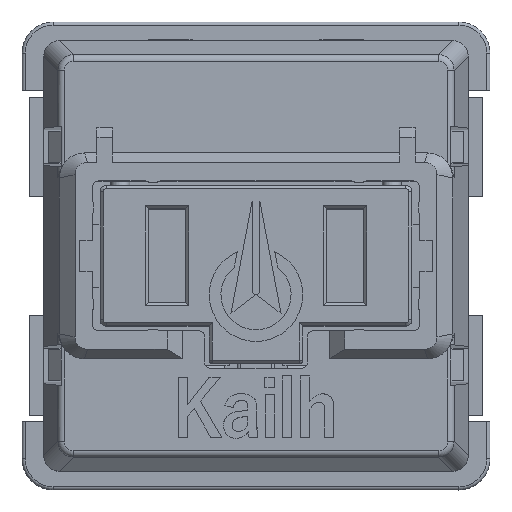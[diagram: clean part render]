
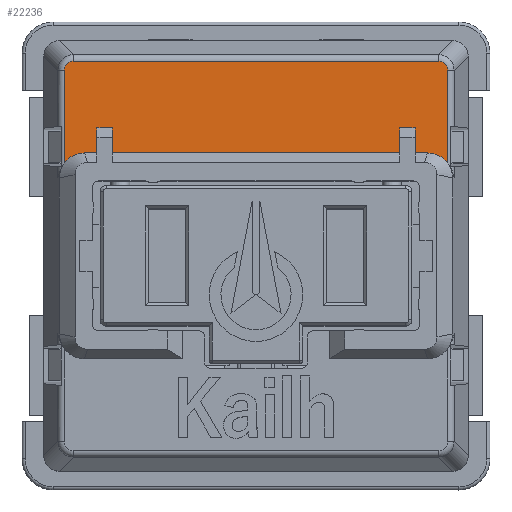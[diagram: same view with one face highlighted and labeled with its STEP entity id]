
A CAD part, top view. The second image highlights one B-rep face of the part: STEP entity #22236.
In plain terms, the highlighted planar face has unit normal (0, 0, 1).
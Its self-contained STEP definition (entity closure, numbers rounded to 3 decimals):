
#18783 = VERTEX_POINT('',#18784);
#18784 = CARTESIAN_POINT('',(6.142,2.977,2.));
#18801 = VERTEX_POINT('',#18802);
#18802 = CARTESIAN_POINT('',(6.142,5.95,2.));
#18809 = EDGE_CURVE('',#18783,#18801,#18810,.T.);
#18810 = LINE('',#18811,#18812);
#18811 = CARTESIAN_POINT('',(6.142,2.5,2.));
#18812 = VECTOR('',#18813,1.);
#18813 = DIRECTION('',(0.,1.,0.));
#19608 = VERTEX_POINT('',#19609);
#19609 = CARTESIAN_POINT('',(-6.142,2.977,2.));
#19626 = EDGE_CURVE('',#19608,#19627,#19629,.T.);
#19627 = VERTEX_POINT('',#19628);
#19628 = CARTESIAN_POINT('',(-6.142,5.95,2.));
#19629 = LINE('',#19630,#19631);
#19630 = CARTESIAN_POINT('',(-6.142,2.5,2.));
#19631 = VECTOR('',#19632,1.);
#19632 = DIRECTION('',(0.,1.,0.));
#22236 = ADVANCED_FACE('',(#22237),#22353,.T.);
#22237 = FACE_BOUND('',#22238,.T.);
#22238 = EDGE_LOOP('',(#22239,#22240,#22249,#22257,#22265,#22273,#22281,
    #22289,#22297,#22305,#22313,#22321,#22328,#22329,#22338,#22346));
#22239 = ORIENTED_EDGE('',*,*,#19626,.F.);
#22240 = ORIENTED_EDGE('',*,*,#22241,.F.);
#22241 = EDGE_CURVE('',#22242,#19608,#22244,.T.);
#22242 = VERTEX_POINT('',#22243);
#22243 = CARTESIAN_POINT('',(-5.5,3.3,2.));
#22244 = CIRCLE('',#22245,0.8);
#22245 = AXIS2_PLACEMENT_3D('',#22246,#22247,#22248);
#22246 = CARTESIAN_POINT('',(-5.5,2.5,2.));
#22247 = DIRECTION('',(0.,0.,1.));
#22248 = DIRECTION('',(1.,0.,-0.));
#22249 = ORIENTED_EDGE('',*,*,#22250,.T.);
#22250 = EDGE_CURVE('',#22242,#22251,#22253,.T.);
#22251 = VERTEX_POINT('',#22252);
#22252 = CARTESIAN_POINT('',(-5.1,3.3,2.));
#22253 = LINE('',#22254,#22255);
#22254 = CARTESIAN_POINT('',(-5.5,3.3,2.));
#22255 = VECTOR('',#22256,1.);
#22256 = DIRECTION('',(1.,0.,0.));
#22257 = ORIENTED_EDGE('',*,*,#22258,.T.);
#22258 = EDGE_CURVE('',#22251,#22259,#22261,.T.);
#22259 = VERTEX_POINT('',#22260);
#22260 = CARTESIAN_POINT('',(-5.1,4.1,2.));
#22261 = LINE('',#22262,#22263);
#22262 = CARTESIAN_POINT('',(-5.1,3.3,2.));
#22263 = VECTOR('',#22264,1.);
#22264 = DIRECTION('',(0.,1.,0.));
#22265 = ORIENTED_EDGE('',*,*,#22266,.T.);
#22266 = EDGE_CURVE('',#22259,#22267,#22269,.T.);
#22267 = VERTEX_POINT('',#22268);
#22268 = CARTESIAN_POINT('',(-4.6,4.1,2.));
#22269 = LINE('',#22270,#22271);
#22270 = CARTESIAN_POINT('',(-5.1,4.1,2.));
#22271 = VECTOR('',#22272,1.);
#22272 = DIRECTION('',(1.,0.,0.));
#22273 = ORIENTED_EDGE('',*,*,#22274,.T.);
#22274 = EDGE_CURVE('',#22267,#22275,#22277,.T.);
#22275 = VERTEX_POINT('',#22276);
#22276 = CARTESIAN_POINT('',(-4.6,3.3,2.));
#22277 = LINE('',#22278,#22279);
#22278 = CARTESIAN_POINT('',(-4.6,4.1,2.));
#22279 = VECTOR('',#22280,1.);
#22280 = DIRECTION('',(0.,-1.,0.));
#22281 = ORIENTED_EDGE('',*,*,#22282,.T.);
#22282 = EDGE_CURVE('',#22275,#22283,#22285,.T.);
#22283 = VERTEX_POINT('',#22284);
#22284 = CARTESIAN_POINT('',(4.6,3.3,2.));
#22285 = LINE('',#22286,#22287);
#22286 = CARTESIAN_POINT('',(-4.6,3.3,2.));
#22287 = VECTOR('',#22288,1.);
#22288 = DIRECTION('',(1.,0.,0.));
#22289 = ORIENTED_EDGE('',*,*,#22290,.T.);
#22290 = EDGE_CURVE('',#22283,#22291,#22293,.T.);
#22291 = VERTEX_POINT('',#22292);
#22292 = CARTESIAN_POINT('',(4.6,4.1,2.));
#22293 = LINE('',#22294,#22295);
#22294 = CARTESIAN_POINT('',(4.6,3.3,2.));
#22295 = VECTOR('',#22296,1.);
#22296 = DIRECTION('',(0.,1.,0.));
#22297 = ORIENTED_EDGE('',*,*,#22298,.T.);
#22298 = EDGE_CURVE('',#22291,#22299,#22301,.T.);
#22299 = VERTEX_POINT('',#22300);
#22300 = CARTESIAN_POINT('',(5.1,4.1,2.));
#22301 = LINE('',#22302,#22303);
#22302 = CARTESIAN_POINT('',(4.6,4.1,2.));
#22303 = VECTOR('',#22304,1.);
#22304 = DIRECTION('',(1.,0.,0.));
#22305 = ORIENTED_EDGE('',*,*,#22306,.T.);
#22306 = EDGE_CURVE('',#22299,#22307,#22309,.T.);
#22307 = VERTEX_POINT('',#22308);
#22308 = CARTESIAN_POINT('',(5.1,3.3,2.));
#22309 = LINE('',#22310,#22311);
#22310 = CARTESIAN_POINT('',(5.1,4.1,2.));
#22311 = VECTOR('',#22312,1.);
#22312 = DIRECTION('',(0.,-1.,0.));
#22313 = ORIENTED_EDGE('',*,*,#22314,.T.);
#22314 = EDGE_CURVE('',#22307,#22315,#22317,.T.);
#22315 = VERTEX_POINT('',#22316);
#22316 = CARTESIAN_POINT('',(5.5,3.3,2.));
#22317 = LINE('',#22318,#22319);
#22318 = CARTESIAN_POINT('',(5.1,3.3,2.));
#22319 = VECTOR('',#22320,1.);
#22320 = DIRECTION('',(1.,0.,0.));
#22321 = ORIENTED_EDGE('',*,*,#22322,.F.);
#22322 = EDGE_CURVE('',#18783,#22315,#22323,.T.);
#22323 = CIRCLE('',#22324,0.8);
#22324 = AXIS2_PLACEMENT_3D('',#22325,#22326,#22327);
#22325 = CARTESIAN_POINT('',(5.5,2.5,2.));
#22326 = DIRECTION('',(0.,0.,1.));
#22327 = DIRECTION('',(1.,0.,-0.));
#22328 = ORIENTED_EDGE('',*,*,#18809,.T.);
#22329 = ORIENTED_EDGE('',*,*,#22330,.T.);
#22330 = EDGE_CURVE('',#18801,#22331,#22333,.T.);
#22331 = VERTEX_POINT('',#22332);
#22332 = CARTESIAN_POINT('',(5.85,6.242,2.));
#22333 = CIRCLE('',#22334,0.292);
#22334 = AXIS2_PLACEMENT_3D('',#22335,#22336,#22337);
#22335 = CARTESIAN_POINT('',(5.85,5.95,2.));
#22336 = DIRECTION('',(0.,-0.,1.));
#22337 = DIRECTION('',(1.,0.,0.));
#22338 = ORIENTED_EDGE('',*,*,#22339,.F.);
#22339 = EDGE_CURVE('',#22340,#22331,#22342,.T.);
#22340 = VERTEX_POINT('',#22341);
#22341 = CARTESIAN_POINT('',(-5.85,6.242,2.));
#22342 = LINE('',#22343,#22344);
#22343 = CARTESIAN_POINT('',(-7.5,6.242,2.));
#22344 = VECTOR('',#22345,1.);
#22345 = DIRECTION('',(1.,0.,0.));
#22346 = ORIENTED_EDGE('',*,*,#22347,.F.);
#22347 = EDGE_CURVE('',#19627,#22340,#22348,.T.);
#22348 = CIRCLE('',#22349,0.292);
#22349 = AXIS2_PLACEMENT_3D('',#22350,#22351,#22352);
#22350 = CARTESIAN_POINT('',(-5.85,5.95,2.));
#22351 = DIRECTION('',(0.,0.,-1.));
#22352 = DIRECTION('',(-1.,0.,0.));
#22353 = PLANE('',#22354);
#22354 = AXIS2_PLACEMENT_3D('',#22355,#22356,#22357);
#22355 = CARTESIAN_POINT('',(-6.3,10.,2.));
#22356 = DIRECTION('',(0.,0.,1.));
#22357 = DIRECTION('',(1.,0.,0.));
